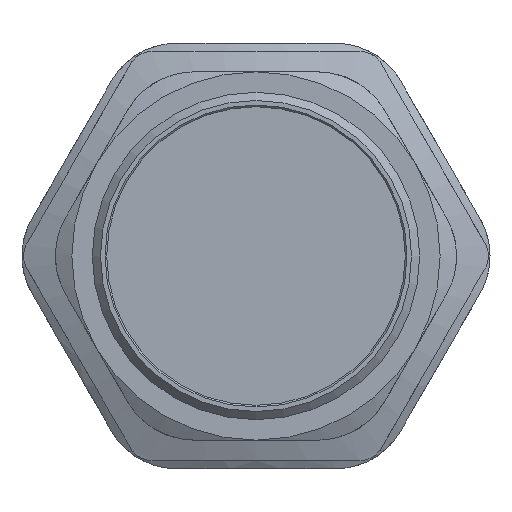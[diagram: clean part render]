
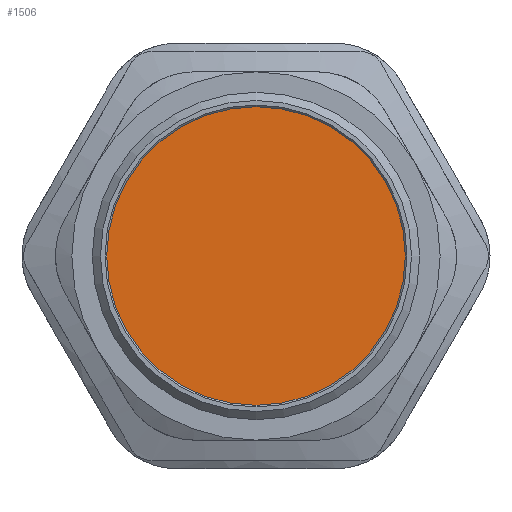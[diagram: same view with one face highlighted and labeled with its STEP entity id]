
A CAD part, front view. The second image highlights one B-rep face of the part: STEP entity #1506.
In plain terms, the highlighted planar face has unit normal (0, -1, 0).
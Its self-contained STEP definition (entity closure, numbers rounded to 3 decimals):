
#206=FACE_OUTER_BOUND('',#303,.T.);
#303=EDGE_LOOP('',(#1003));
#551=CIRCLE('',#1633,18.25);
#608=VERTEX_POINT('',#2153);
#763=EDGE_CURVE('',#608,#608,#551,.T.);
#1003=ORIENTED_EDGE('',*,*,#763,.F.);
#1471=PLANE('',#1632);
#1506=ADVANCED_FACE('',(#206),#1471,.F.);
#1632=AXIS2_PLACEMENT_3D('',#2152,#1791,#1792);
#1633=AXIS2_PLACEMENT_3D('',#2154,#1793,#1794);
#1791=DIRECTION('center_axis',(0.,1.,0.));
#1792=DIRECTION('ref_axis',(0.,0.,1.));
#1793=DIRECTION('center_axis',(0.,1.,0.));
#1794=DIRECTION('ref_axis',(1.,0.,0.));
#2152=CARTESIAN_POINT('Origin',(-2.123,-13.225,0.));
#2153=CARTESIAN_POINT('',(-20.373,-13.225,0.));
#2154=CARTESIAN_POINT('Origin',(-2.123,-13.225,0.));
